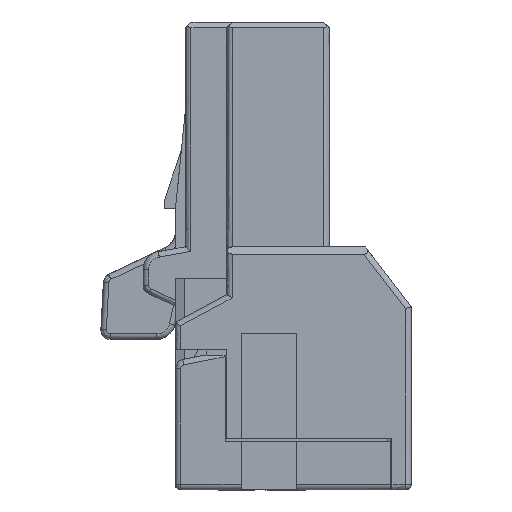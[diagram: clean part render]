
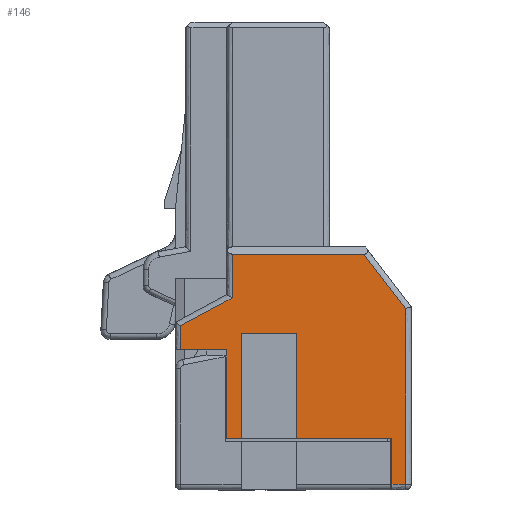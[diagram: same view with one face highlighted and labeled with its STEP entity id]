
A CAD part, left-side view. The second image highlights one B-rep face of the part: STEP entity #146.
In plain terms, the highlighted free-form (B-spline) face has degree [1, 1] with [2, 2] control points.
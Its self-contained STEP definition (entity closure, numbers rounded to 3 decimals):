
#20=CARTESIAN_POINT('',(-14.75,5.474,-15.25));
#21=CARTESIAN_POINT('',(-14.75,5.474,-2.25));
#22=CARTESIAN_POINT('',(-14.75,-7.214,-15.25));
#23=CARTESIAN_POINT('',(-14.75,-7.214,-2.25));
#24=B_SPLINE_SURFACE_WITH_KNOTS('',1,1,((#20,#21),(#22,#23)),.PLANE_SURF.,.F.,.F.,.U.,(2,2),(2,2),(-6.344,6.344),(-6.5,6.5),.UNSPECIFIED.);
#25=CARTESIAN_POINT('',(-14.75,-6.97,-5.452));
#26=VERTEX_POINT('',#25);
#27=CARTESIAN_POINT('',(-14.75,-4.697,-2.5));
#28=VERTEX_POINT('',#27);
#29=CARTESIAN_POINT('',(-14.75,-6.97,-5.452));
#30=CARTESIAN_POINT('',(-14.75,-4.697,-2.5));
#31=B_SPLINE_CURVE_WITH_KNOTS('',1,(#29,#30),.POLYLINE_FORM.,.F.,.U.,(2,2),(0.,1.),.UNSPECIFIED.);
#32=EDGE_CURVE('',#26,#28,#31,.T.);
#33=ORIENTED_EDGE('',*,*,#32,.T.);
#34=CARTESIAN_POINT('',(-14.75,2.43,-2.5));
#35=VERTEX_POINT('',#34);
#36=CARTESIAN_POINT('',(-14.75,-4.697,-2.5));
#37=CARTESIAN_POINT('',(-14.75,2.43,-2.5));
#38=B_SPLINE_CURVE_WITH_KNOTS('',1,(#36,#37),.POLYLINE_FORM.,.F.,.U.,(2,2),(0.,1.),.UNSPECIFIED.);
#39=EDGE_CURVE('',#28,#35,#38,.T.);
#40=ORIENTED_EDGE('',*,*,#39,.T.);
#41=CARTESIAN_POINT('',(-14.75,2.43,-4.874));
#42=VERTEX_POINT('',#41);
#43=CARTESIAN_POINT('',(-14.75,2.43,-2.5));
#44=CARTESIAN_POINT('',(-14.75,2.43,-4.874));
#45=B_SPLINE_CURVE_WITH_KNOTS('',1,(#43,#44),.POLYLINE_FORM.,.F.,.U.,(2,2),(0.,1.),.UNSPECIFIED.);
#46=EDGE_CURVE('',#35,#42,#45,.T.);
#47=ORIENTED_EDGE('',*,*,#46,.T.);
#48=CARTESIAN_POINT('',(-14.75,2.73,-5.035));
#49=VERTEX_POINT('',#48);
#50=CARTESIAN_POINT('',(-14.75,2.43,-4.874));
#51=CARTESIAN_POINT('',(-14.75,2.73,-5.035));
#52=B_SPLINE_CURVE_WITH_KNOTS('',1,(#50,#51),.POLYLINE_FORM.,.F.,.U.,(2,2),(0.,1.),.UNSPECIFIED.);
#53=EDGE_CURVE('',#42,#49,#52,.T.);
#54=ORIENTED_EDGE('',*,*,#53,.T.);
#55=CARTESIAN_POINT('',(-14.75,5.23,-6.379));
#56=VERTEX_POINT('',#55);
#57=CARTESIAN_POINT('',(-14.75,2.73,-5.035));
#58=CARTESIAN_POINT('',(-14.75,5.23,-6.379));
#59=B_SPLINE_CURVE_WITH_KNOTS('',1,(#57,#58),.POLYLINE_FORM.,.F.,.U.,(2,2),(0.,1.),.UNSPECIFIED.);
#60=EDGE_CURVE('',#49,#56,#59,.T.);
#61=ORIENTED_EDGE('',*,*,#60,.T.);
#62=CARTESIAN_POINT('',(-14.75,5.23,-7.7));
#63=VERTEX_POINT('',#62);
#64=CARTESIAN_POINT('',(-14.75,5.23,-6.379));
#65=CARTESIAN_POINT('',(-14.75,5.23,-7.7));
#66=B_SPLINE_CURVE_WITH_KNOTS('',1,(#64,#65),.POLYLINE_FORM.,.F.,.U.,(2,2),(0.,1.),.UNSPECIFIED.);
#67=EDGE_CURVE('',#56,#63,#66,.T.);
#68=ORIENTED_EDGE('',*,*,#67,.T.);
#69=CARTESIAN_POINT('',(-14.75,2.73,-7.7));
#70=VERTEX_POINT('',#69);
#71=CARTESIAN_POINT('',(-14.75,5.23,-7.7));
#72=CARTESIAN_POINT('',(-14.75,2.73,-7.7));
#73=B_SPLINE_CURVE_WITH_KNOTS('',1,(#71,#72),.POLYLINE_FORM.,.F.,.U.,(2,2),(0.,1.),.UNSPECIFIED.);
#74=EDGE_CURVE('',#63,#70,#73,.T.);
#75=ORIENTED_EDGE('',*,*,#74,.T.);
#76=CARTESIAN_POINT('',(-14.75,2.73,-12.5));
#77=VERTEX_POINT('',#76);
#78=CARTESIAN_POINT('',(-14.75,2.73,-7.7));
#79=CARTESIAN_POINT('',(-14.75,2.73,-12.5));
#80=B_SPLINE_CURVE_WITH_KNOTS('',1,(#78,#79),.POLYLINE_FORM.,.F.,.U.,(2,2),(0.,1.),.UNSPECIFIED.);
#81=EDGE_CURVE('',#70,#77,#80,.T.);
#82=ORIENTED_EDGE('',*,*,#81,.T.);
#83=CARTESIAN_POINT('',(-14.75,1.96,-12.5));
#84=VERTEX_POINT('',#83);
#85=CARTESIAN_POINT('',(-14.75,2.73,-12.5));
#86=CARTESIAN_POINT('',(-14.75,1.96,-12.5));
#87=B_SPLINE_CURVE_WITH_KNOTS('',1,(#85,#86),.POLYLINE_FORM.,.F.,.U.,(2,2),(0.,1.),.UNSPECIFIED.);
#88=EDGE_CURVE('',#77,#84,#87,.T.);
#89=ORIENTED_EDGE('',*,*,#88,.T.);
#90=CARTESIAN_POINT('',(-14.75,1.96,-6.8));
#91=VERTEX_POINT('',#90);
#92=CARTESIAN_POINT('',(-14.75,1.96,-12.5));
#93=CARTESIAN_POINT('',(-14.75,1.96,-6.8));
#94=B_SPLINE_CURVE_WITH_KNOTS('',1,(#92,#93),.POLYLINE_FORM.,.F.,.U.,(2,2),(0.,1.),.UNSPECIFIED.);
#95=EDGE_CURVE('',#84,#91,#94,.T.);
#96=ORIENTED_EDGE('',*,*,#95,.T.);
#97=CARTESIAN_POINT('',(-14.75,-1.04,-6.8));
#98=VERTEX_POINT('',#97);
#99=CARTESIAN_POINT('',(-14.75,1.96,-6.8));
#100=CARTESIAN_POINT('',(-14.75,-1.04,-6.8));
#101=B_SPLINE_CURVE_WITH_KNOTS('',1,(#99,#100),.POLYLINE_FORM.,.F.,.U.,(2,2),(0.,1.),.UNSPECIFIED.);
#102=EDGE_CURVE('',#91,#98,#101,.T.);
#103=ORIENTED_EDGE('',*,*,#102,.T.);
#104=CARTESIAN_POINT('',(-14.75,-1.04,-12.5));
#105=VERTEX_POINT('',#104);
#106=CARTESIAN_POINT('',(-14.75,-1.04,-6.8));
#107=CARTESIAN_POINT('',(-14.75,-1.04,-12.5));
#108=B_SPLINE_CURVE_WITH_KNOTS('',1,(#106,#107),.POLYLINE_FORM.,.F.,.U.,(2,2),(0.,1.),.UNSPECIFIED.);
#109=EDGE_CURVE('',#98,#105,#108,.T.);
#110=ORIENTED_EDGE('',*,*,#109,.T.);
#111=CARTESIAN_POINT('',(-14.75,-6.22,-12.5));
#112=VERTEX_POINT('',#111);
#113=CARTESIAN_POINT('',(-14.75,-1.04,-12.5));
#114=CARTESIAN_POINT('',(-14.75,-6.22,-12.5));
#115=B_SPLINE_CURVE_WITH_KNOTS('',1,(#113,#114),.POLYLINE_FORM.,.F.,.U.,(2,2),(0.,1.),.UNSPECIFIED.);
#116=EDGE_CURVE('',#105,#112,#115,.T.);
#117=ORIENTED_EDGE('',*,*,#116,.T.);
#118=CARTESIAN_POINT('',(-14.75,-6.22,-15.));
#119=VERTEX_POINT('',#118);
#120=CARTESIAN_POINT('',(-14.75,-6.22,-12.5));
#121=CARTESIAN_POINT('',(-14.75,-6.22,-15.));
#122=B_SPLINE_CURVE_WITH_KNOTS('',1,(#120,#121),.POLYLINE_FORM.,.F.,.U.,(2,2),(0.,1.),.UNSPECIFIED.);
#123=EDGE_CURVE('',#112,#119,#122,.T.);
#124=ORIENTED_EDGE('',*,*,#123,.T.);
#125=CARTESIAN_POINT('',(-14.75,-6.32,-15.));
#126=VERTEX_POINT('',#125);
#127=CARTESIAN_POINT('',(-14.75,-6.22,-15.));
#128=CARTESIAN_POINT('',(-14.75,-6.32,-15.));
#129=B_SPLINE_CURVE_WITH_KNOTS('',1,(#127,#128),.POLYLINE_FORM.,.F.,.U.,(2,2),(0.,1.),.UNSPECIFIED.);
#130=EDGE_CURVE('',#119,#126,#129,.T.);
#131=ORIENTED_EDGE('',*,*,#130,.T.);
#132=CARTESIAN_POINT('',(-14.75,-6.97,-15.));
#133=VERTEX_POINT('',#132);
#134=CARTESIAN_POINT('',(-14.75,-6.32,-15.));
#135=CARTESIAN_POINT('',(-14.75,-6.97,-15.));
#136=B_SPLINE_CURVE_WITH_KNOTS('',1,(#134,#135),.POLYLINE_FORM.,.F.,.U.,(2,2),(0.,1.),.UNSPECIFIED.);
#137=EDGE_CURVE('',#126,#133,#136,.T.);
#138=ORIENTED_EDGE('',*,*,#137,.T.);
#139=CARTESIAN_POINT('',(-14.75,-6.97,-15.));
#140=CARTESIAN_POINT('',(-14.75,-6.97,-5.452));
#141=B_SPLINE_CURVE_WITH_KNOTS('',1,(#139,#140),.POLYLINE_FORM.,.F.,.U.,(2,2),(0.,1.),.UNSPECIFIED.);
#142=EDGE_CURVE('',#133,#26,#141,.T.);
#143=ORIENTED_EDGE('',*,*,#142,.T.);
#144=EDGE_LOOP('',(#33,#40,#47,#54,#61,#68,#75,#82,#89,#96,#103,#110,#117,#124,#131,#138,#143));
#145=FACE_OUTER_BOUND('',#144,.T.);
#146=ADVANCED_FACE('',(#145),#24,.T.);
